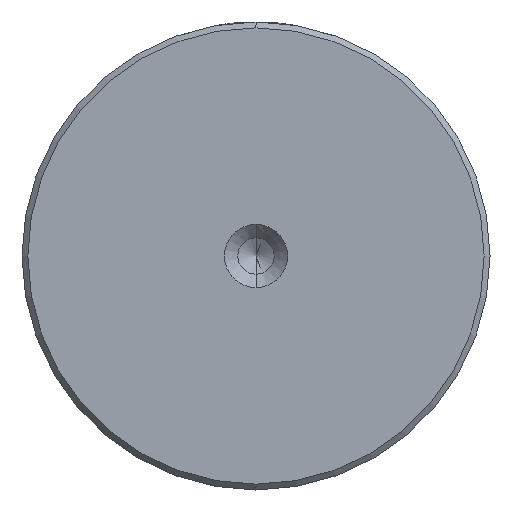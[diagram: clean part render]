
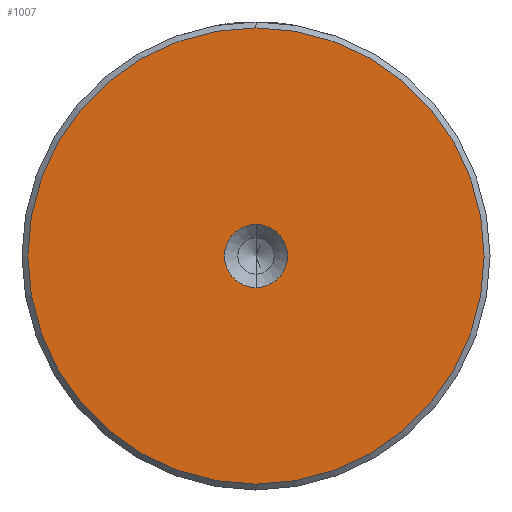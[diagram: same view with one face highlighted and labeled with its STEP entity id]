
A CAD part, left-side view. The second image highlights one B-rep face of the part: STEP entity #1007.
In plain terms, the highlighted planar face has unit normal (-1, 0, 0).
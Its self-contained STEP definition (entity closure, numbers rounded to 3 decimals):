
#53 = EDGE_CURVE ( 'NONE', #1870, #241, #1561, .T. ) ;
#104 = EDGE_LOOP ( 'NONE', ( #344, #1612 ) ) ;
#151 = DIRECTION ( 'NONE',  ( 0., 0., 1. ) ) ;
#193 = DIRECTION ( 'NONE',  ( -1., 0., 0. ) ) ;
#205 = CARTESIAN_POINT ( 'NONE',  ( 0., 0., 0. ) ) ;
#241 = VERTEX_POINT ( 'NONE', #1389 ) ;
#249 = FACE_BOUND ( 'NONE', #916, .T. ) ;
#304 = DIRECTION ( 'NONE',  ( -1., 0., 0. ) ) ;
#344 = ORIENTED_EDGE ( 'NONE', *, *, #53, .T. ) ;
#381 = AXIS2_PLACEMENT_3D ( 'NONE', #1501, #1121, #750 ) ;
#485 = AXIS2_PLACEMENT_3D ( 'NONE', #1447, #304, #1637 ) ;
#565 = DIRECTION ( 'NONE',  ( -1., 0., 0. ) ) ;
#605 = AXIS2_PLACEMENT_3D ( 'NONE', #1522, #774, #2086 ) ;
#750 = DIRECTION ( 'NONE',  ( 0., 0., 1. ) ) ;
#757 = FACE_OUTER_BOUND ( 'NONE', #104, .T. ) ;
#774 = DIRECTION ( 'NONE',  ( -1., 0., 0. ) ) ;
#835 = VERTEX_POINT ( 'NONE', #2256 ) ;
#838 = EDGE_CURVE ( 'NONE', #835, #1026, #2284, .T. ) ;
#878 = CIRCLE ( 'NONE', #485, 2.7 ) ;
#880 = CIRCLE ( 'NONE', #1914, 19.5 ) ;
#916 = EDGE_LOOP ( 'NONE', ( #2013, #1079 ) ) ;
#925 = AXIS2_PLACEMENT_3D ( 'NONE', #205, #193, #151 ) ;
#963 = CARTESIAN_POINT ( 'NONE',  ( 0., 0., 2.7 ) ) ;
#969 = EDGE_CURVE ( 'NONE', #241, #1870, #880, .T. ) ;
#1007 = ADVANCED_FACE ( 'NONE', ( #757, #249 ), #1329, .T. ) ;
#1026 = VERTEX_POINT ( 'NONE', #963 ) ;
#1079 = ORIENTED_EDGE ( 'NONE', *, *, #838, .F. ) ;
#1121 = DIRECTION ( 'NONE',  ( -1., 0., 0. ) ) ;
#1329 = PLANE ( 'NONE',  #605 ) ;
#1389 = CARTESIAN_POINT ( 'NONE',  ( 0., 0., 19.5 ) ) ;
#1447 = CARTESIAN_POINT ( 'NONE',  ( 0., 0., 0. ) ) ;
#1467 = EDGE_CURVE ( 'NONE', #1026, #835, #878, .T. ) ;
#1501 = CARTESIAN_POINT ( 'NONE',  ( 0., 0., 0. ) ) ;
#1522 = CARTESIAN_POINT ( 'NONE',  ( 0., 0., 0. ) ) ;
#1561 = CIRCLE ( 'NONE', #925, 19.5 ) ;
#1612 = ORIENTED_EDGE ( 'NONE', *, *, #969, .T. ) ;
#1637 = DIRECTION ( 'NONE',  ( 0., 0., 1. ) ) ;
#1694 = CARTESIAN_POINT ( 'NONE',  ( 0., 0., 0. ) ) ;
#1870 = VERTEX_POINT ( 'NONE', #2102 ) ;
#1885 = DIRECTION ( 'NONE',  ( 0., 0., 1. ) ) ;
#1914 = AXIS2_PLACEMENT_3D ( 'NONE', #1694, #565, #1885 ) ;
#2013 = ORIENTED_EDGE ( 'NONE', *, *, #1467, .F. ) ;
#2086 = DIRECTION ( 'NONE',  ( 0., 0., 1. ) ) ;
#2102 = CARTESIAN_POINT ( 'NONE',  ( 0., 0., -19.5 ) ) ;
#2256 = CARTESIAN_POINT ( 'NONE',  ( 0., 0., -2.7 ) ) ;
#2284 = CIRCLE ( 'NONE', #381, 2.7 ) ;
